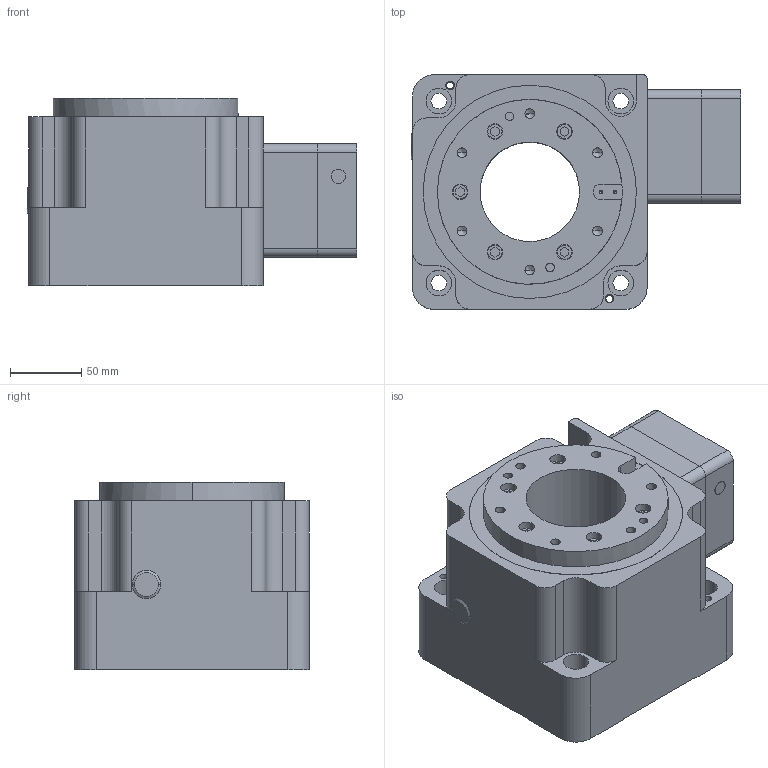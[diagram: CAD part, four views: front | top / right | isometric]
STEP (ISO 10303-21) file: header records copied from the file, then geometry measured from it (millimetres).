
FILE_DESCRIPTION (( 'STEP AP214' ), '1' );
FILE_NAME ('THB165-30-19-35-70-90-M6.STEP', '2022-07-22T06:45:27', ( '' ), ( '' ), 'SwSTEP 2.0', 'SolidWorks 2021', '' );
FILE_SCHEMA (( 'AUTOMOTIVE_DESIGN' ));
Length unit declared in the file: millimetre
Products named in the file (1): THB165-30-19-35-70-90-M6
Bounding box: 232 x 165 x 132 mm (x, y, z)
Volume: 2943737.8 mm3; surface area: 230122.3 mm2
Topology: 2 solids, 2 shells, 336 faces, 838 edges, 532 vertices
Faces by surface type: plane 153, cylinder 149, cone 34
Entity records: 9921 total; most frequent: DIRECTION 1804, CARTESIAN_POINT 1675, ORIENTED_EDGE 1612, EDGE_CURVE 806, AXIS2_PLACEMENT_3D 661, VERTEX_POINT 532, LINE 482, VECTOR 482
